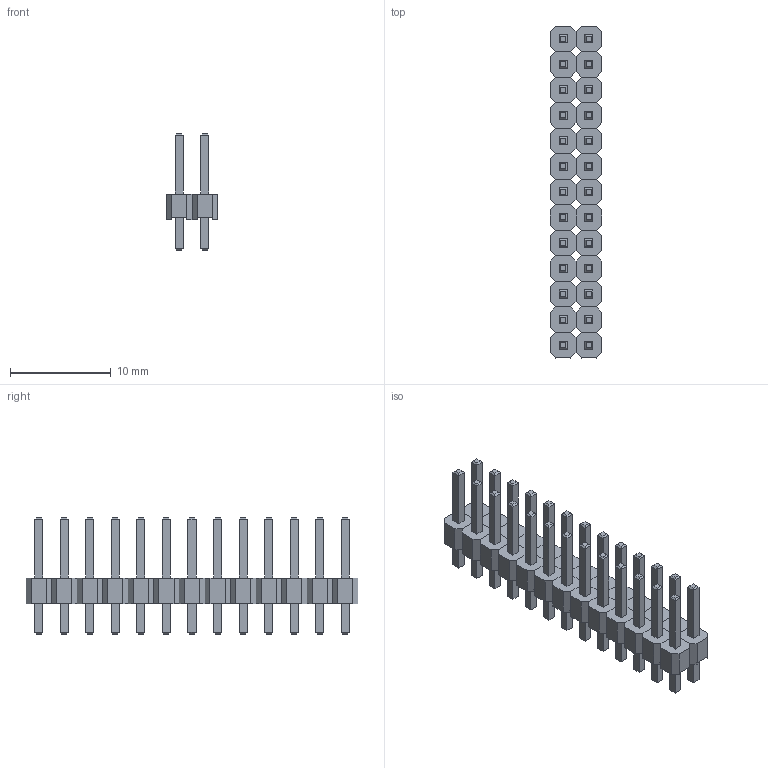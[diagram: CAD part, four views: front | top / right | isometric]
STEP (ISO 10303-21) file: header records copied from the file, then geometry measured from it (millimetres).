
FILE_DESCRIPTION(('FreeCAD Model'),'2;1');
FILE_NAME('2x13.stp', '2015-04-12T19:01:28',('FreeCAD'),('FreeCAD'), 'Open CASCADE STEP processor 6.7','FreeCAD','Unknown');
FILE_SCHEMA(('AUTOMOTIVE_DESIGN_CC2 { 1 2 10303 214 -1 1 5 4 }'));
Length unit declared in the file: millimetre
Products named in the file (2): Array; Array001
Bounding box: 5.08 x 33.02 x 11.54 mm (x, y, z)
Volume: 522 mm3; surface area: 2046.9 mm2
Topology: 52 solids, 52 shells, 832 faces, 1872 edges, 1144 vertices
Faces by surface type: plane 832
Entity records: 46830 total; most frequent: CARTESIAN_POINT 7853, DIRECTION 7022, LINE 5356, VECTOR 5356, ORIENTED_EDGE 3744, PCURVE 3744, DEFINITIONAL_REPRESENTATION 3744, EDGE_CURVE 1872
